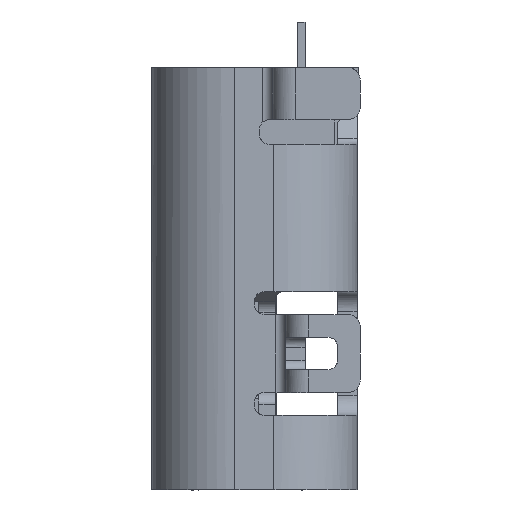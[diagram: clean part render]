
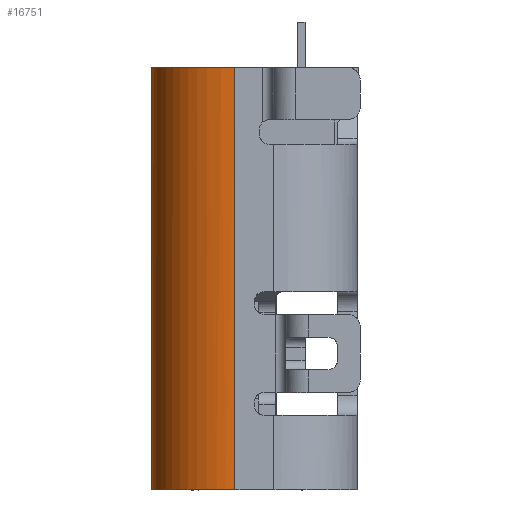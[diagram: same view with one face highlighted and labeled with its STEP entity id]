
A CAD part, left-side view. The second image highlights one B-rep face of the part: STEP entity #16751.
In plain terms, the highlighted cylindrical face has radius 1.28 mm (diameter 2.56 mm), a partial arc.
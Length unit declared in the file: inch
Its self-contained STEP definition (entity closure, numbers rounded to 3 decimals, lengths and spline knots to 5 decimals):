
#72 = EDGE_CURVE ( 'NONE', #8833, #4220, #11493, .T. ) ;
#92 = ORIENTED_EDGE ( 'NONE', *, *, #72, .T. ) ;
#93 = ORIENTED_EDGE ( 'NONE', *, *, #16463, .T. ) ;
#432 = ORIENTED_EDGE ( 'NONE', *, *, #7434, .T. ) ;
#661 = CARTESIAN_POINT ( 'NONE',  ( -0.16589, 0.04258, -0.16566 ) ) ;
#1465 = DIRECTION ( 'NONE',  ( 0., 0., 1. ) ) ;
#2030 = DIRECTION ( 'NONE',  ( 0., 0., -1. ) ) ;
#2380 = DIRECTION ( 'NONE',  ( -1., 0., 0. ) ) ;
#2874 = CARTESIAN_POINT ( 'NONE',  ( -0.16962, 0.03699, -0.42156 ) ) ;
#3977 = VECTOR ( 'NONE', #13671, 39.37008 ) ;
#4173 = CARTESIAN_POINT ( 'NONE',  ( -0.12559, 0.06201, -0.16566 ) ) ;
#4220 = VERTEX_POINT ( 'NONE', #7483 ) ;
#4386 = EDGE_LOOP ( 'NONE', ( #93, #432, #92, #13289 ) ) ;
#4394 = CARTESIAN_POINT ( 'NONE',  ( -0.17598, 0.01821, -0.42156 ) ) ;
#4520 = CARTESIAN_POINT ( 'NONE',  ( -0.17598, 0.01161, -0.36251 ) ) ;
#4969 = AXIS2_PLACEMENT_3D ( 'NONE', #21755, #2030, #2380 ) ;
#6370 = CARTESIAN_POINT ( 'NONE',  ( -0.17467, 0.0248, -0.42156 ) ) ;
#6553 = LINE ( 'NONE', #12276, #3977 ) ;
#6630 = CARTESIAN_POINT ( 'NONE',  ( -0.12559, 0.06201, -0.42156 ) ) ;
#7434 = EDGE_CURVE ( 'NONE', #15681, #8833, #19111, .T. ) ;
#7483 = CARTESIAN_POINT ( 'NONE',  ( -0.12559, 0.06201, -0.16566 ) ) ;
#7691 = CARTESIAN_POINT ( 'NONE',  ( -0.17598, 0.01161, -0.16566 ) ) ;
#8044 = CARTESIAN_POINT ( 'NONE',  ( -0.15656, 0.05191, -0.16566 ) ) ;
#8833 = VERTEX_POINT ( 'NONE', #16210 ) ;
#9081 = CARTESIAN_POINT ( 'NONE',  ( -0.12559, 0.06201, -0.42156 ) ) ;
#9667 = CARTESIAN_POINT ( 'NONE',  ( -0.13878, 0.0607, -0.42156 ) ) ;
#9722 = VECTOR ( 'NONE', #1465, 39.37008 ) ;
#10123 = CARTESIAN_POINT ( 'NONE',  ( -0.13219, 0.06201, -0.42156 ) ) ;
#11036 = CYLINDRICAL_SURFACE ( 'NONE', #4969, 0.05039 ) ;
#11493 = B_SPLINE_CURVE_WITH_KNOTS ( 'NONE', 3,
 ( #7691, #13272, #15259, #16908, #661, #8044, #17139, #20159, #20391, #4173 ),
 .UNSPECIFIED., .F., .F.,
 ( 4, 2, 2, 2, 4 ),
 ( 0., 0.25, 0.5, 0.75, 1. ),
 .UNSPECIFIED. ) ;
#11520 = CARTESIAN_POINT ( 'NONE',  ( -0.16589, 0.04258, -0.42156 ) ) ;
#12276 = CARTESIAN_POINT ( 'NONE',  ( -0.12559, 0.06201, -0.18337 ) ) ;
#12881 = CARTESIAN_POINT ( 'NONE',  ( -0.17598, 0.01161, -0.42156 ) ) ;
#13272 = CARTESIAN_POINT ( 'NONE',  ( -0.17598, 0.01821, -0.16566 ) ) ;
#13289 = ORIENTED_EDGE ( 'NONE', *, *, #22919, .F. ) ;
#13671 = DIRECTION ( 'NONE',  ( 0., 0., 1. ) ) ;
#15259 = CARTESIAN_POINT ( 'NONE',  ( -0.17467, 0.0248, -0.16566 ) ) ;
#15348 = CARTESIAN_POINT ( 'NONE',  ( -0.17598, 0.01161, -0.42156 ) ) ;
#15681 = VERTEX_POINT ( 'NONE', #12881 ) ;
#16118 = VERTEX_POINT ( 'NONE', #6630 ) ;
#16210 = CARTESIAN_POINT ( 'NONE',  ( -0.17598, 0.01161, -0.16566 ) ) ;
#16463 = EDGE_CURVE ( 'NONE', #16118, #15681, #18084, .T. ) ;
#16751 = ADVANCED_FACE ( 'NONE', ( #18043 ), #11036, .T. ) ;
#16908 = CARTESIAN_POINT ( 'NONE',  ( -0.16962, 0.03699, -0.16566 ) ) ;
#17139 = CARTESIAN_POINT ( 'NONE',  ( -0.15097, 0.05565, -0.16566 ) ) ;
#18043 = FACE_OUTER_BOUND ( 'NONE', #4386, .T. ) ;
#18084 = B_SPLINE_CURVE_WITH_KNOTS ( 'NONE', 3,
 ( #9081, #10123, #9667, #18985, #22122, #11520, #2874, #6370, #4394, #15348 ),
 .UNSPECIFIED., .F., .F.,
 ( 4, 2, 2, 2, 4 ),
 ( 0., 0.25, 0.5, 0.75, 1. ),
 .UNSPECIFIED. ) ;
#18985 = CARTESIAN_POINT ( 'NONE',  ( -0.15097, 0.05565, -0.42156 ) ) ;
#19111 = LINE ( 'NONE', #4520, #9722 ) ;
#20159 = CARTESIAN_POINT ( 'NONE',  ( -0.13878, 0.0607, -0.16566 ) ) ;
#20391 = CARTESIAN_POINT ( 'NONE',  ( -0.13219, 0.06201, -0.16566 ) ) ;
#21755 = CARTESIAN_POINT ( 'NONE',  ( -0.12559, 0.01161, -0.36251 ) ) ;
#22122 = CARTESIAN_POINT ( 'NONE',  ( -0.15656, 0.05191, -0.42156 ) ) ;
#22919 = EDGE_CURVE ( 'NONE', #16118, #4220, #6553, .T. ) ;
